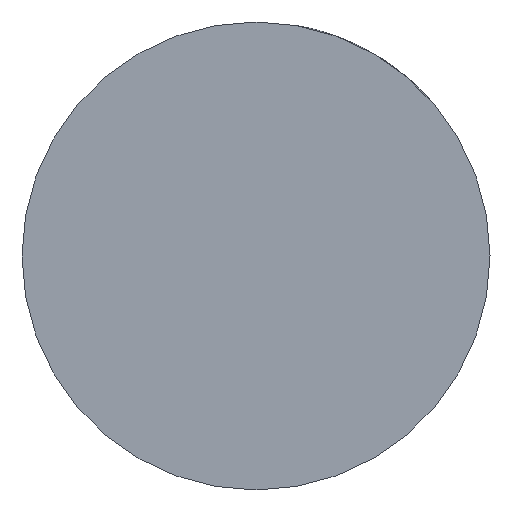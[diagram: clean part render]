
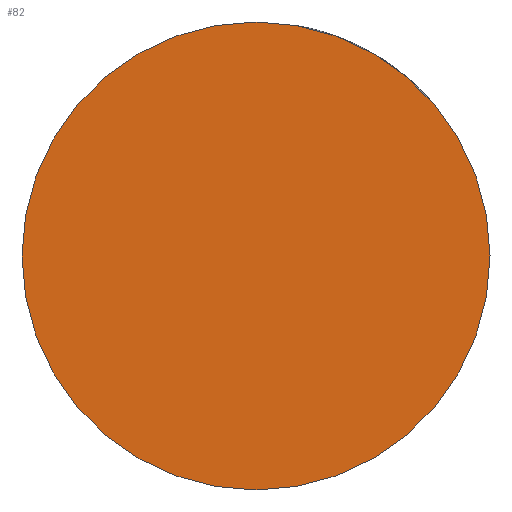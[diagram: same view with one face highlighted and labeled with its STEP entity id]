
A CAD part, left-side view. The second image highlights one B-rep face of the part: STEP entity #82.
In plain terms, the highlighted planar face has unit normal (-1, 0, 0).
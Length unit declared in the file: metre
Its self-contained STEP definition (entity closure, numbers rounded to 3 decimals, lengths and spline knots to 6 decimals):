
#20=PLANE('',#104);
#30=ORIENTED_EDGE('',*,*,#38,.T.);
#38=EDGE_CURVE('',#44,#44,#50,.T.);
#44=VERTEX_POINT('',#139);
#50=CIRCLE('',#102,0.004763);
#58=EDGE_LOOP('',(#30));
#70=FACE_BOUND('',#58,.T.);
#82=ADVANCED_FACE('',(#70),#20,.T.);
#102=AXIS2_PLACEMENT_3D('',#138,#116,#117);
#104=AXIS2_PLACEMENT_3D('',#166,#120,#121);
#116=DIRECTION('',(-1.,0.,0.));
#117=DIRECTION('',(0.,-1.,0.));
#120=DIRECTION('',(-1.,0.,0.));
#121=DIRECTION('',(0.,-0.866,0.5));
#138=CARTESIAN_POINT('',(-0.033698,-0.793042,-0.045135));
#139=CARTESIAN_POINT('',(-0.033698,-0.797804,-0.045135));
#166=CARTESIAN_POINT('',(-0.033698,-0.793042,-0.045135));
